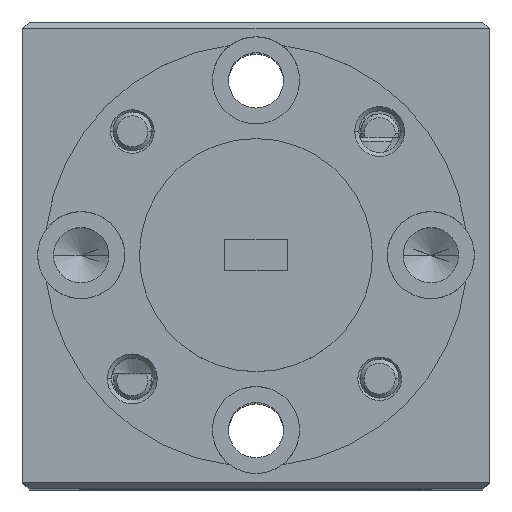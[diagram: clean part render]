
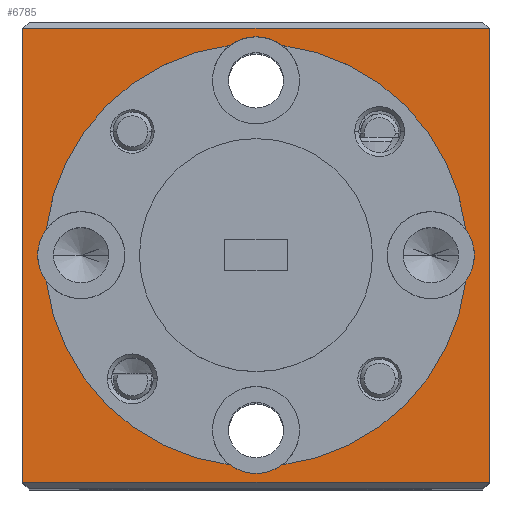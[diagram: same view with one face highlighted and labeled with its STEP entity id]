
A CAD part, top view. The second image highlights one B-rep face of the part: STEP entity #6785.
In plain terms, the highlighted planar face has unit normal (0, 0, 1).
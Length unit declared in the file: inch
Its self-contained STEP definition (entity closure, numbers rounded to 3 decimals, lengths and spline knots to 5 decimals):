
#70 = CARTESIAN_POINT ( 'NONE',  ( 0.375, 0.1875, 0.8 ) ) ;
#239 = CARTESIAN_POINT ( 'NONE',  ( 0., -0.09375, 0.8 ) ) ;
#242 = DIRECTION ( 'NONE',  ( -1., 0., 0. ) ) ;
#452 = AXIS2_PLACEMENT_3D ( 'NONE', #239, #1669, #5200 ) ;
#489 = VERTEX_POINT ( 'NONE', #12915 ) ;
#658 = DIRECTION ( 'NONE',  ( 1., 0., 0. ) ) ;
#720 = AXIS2_PLACEMENT_3D ( 'NONE', #3870, #15031, #8836 ) ;
#784 = ORIENTED_EDGE ( 'NONE', *, *, #12299, .F. ) ;
#914 = CARTESIAN_POINT ( 'NONE',  ( 0.04177, 0.52492, 0.8 ) ) ;
#923 = ORIENTED_EDGE ( 'NONE', *, *, #12665, .T. ) ;
#1190 = LINE ( 'NONE', #70, #6428 ) ;
#1213 = ORIENTED_EDGE ( 'NONE', *, *, #4010, .F. ) ;
#1435 = EDGE_CURVE ( 'NONE', #3844, #6977, #15519, .T. ) ;
#1437 = CARTESIAN_POINT ( 'NONE',  ( -0.375, 0.5525, 0.8 ) ) ;
#1513 = AXIS2_PLACEMENT_3D ( 'NONE', #11642, #4111, #658 ) ;
#1515 = CARTESIAN_POINT ( 'NONE',  ( 0., 0.1875, 0.8 ) ) ;
#1529 = VERTEX_POINT ( 'NONE', #15351 ) ;
#1669 = DIRECTION ( 'NONE',  ( 0., 0., 1. ) ) ;
#1719 = EDGE_CURVE ( 'NONE', #6668, #7437, #12353, .T. ) ;
#2050 = DIRECTION ( 'NONE',  ( 0., 0., 1. ) ) ;
#2270 = CARTESIAN_POINT ( 'NONE',  ( 0.33743, 0.14573, 0.8 ) ) ;
#2479 = ORIENTED_EDGE ( 'NONE', *, *, #7380, .F. ) ;
#2549 = AXIS2_PLACEMENT_3D ( 'NONE', #6683, #4118, #6757 ) ;
#2739 = ORIENTED_EDGE ( 'NONE', *, *, #1435, .T. ) ;
#3241 = PLANE ( 'NONE',  #14096 ) ;
#3548 = VECTOR ( 'NONE', #15496, 39.37008 ) ;
#3551 = CARTESIAN_POINT ( 'NONE',  ( 0., 0.1875, 0.8 ) ) ;
#3748 = CARTESIAN_POINT ( 'NONE',  ( -0.33743, 0.14573, 0.8 ) ) ;
#3844 = VERTEX_POINT ( 'NONE', #4443 ) ;
#3870 = CARTESIAN_POINT ( 'NONE',  ( 0.28125, 0.1875, 0.8 ) ) ;
#4010 = EDGE_CURVE ( 'NONE', #8282, #7190, #7720, .T. ) ;
#4045 = CIRCLE ( 'NONE', #14558, 0.07 ) ;
#4111 = DIRECTION ( 'NONE',  ( 0., 0., 1. ) ) ;
#4118 = DIRECTION ( 'NONE',  ( 0., 0., 1. ) ) ;
#4141 = VERTEX_POINT ( 'NONE', #8835 ) ;
#4340 = EDGE_CURVE ( 'NONE', #10557, #8282, #6364, .T. ) ;
#4443 = CARTESIAN_POINT ( 'NONE',  ( -0.375, -0.1775, 0.8 ) ) ;
#4512 = ORIENTED_EDGE ( 'NONE', *, *, #8250, .F. ) ;
#4519 = CARTESIAN_POINT ( 'NONE',  ( 0.375, -0.1775, 0.8 ) ) ;
#4680 = CARTESIAN_POINT ( 'NONE',  ( 0., 0.1875, 0.8 ) ) ;
#4871 = CIRCLE ( 'NONE', #13849, 0.07 ) ;
#4908 = CARTESIAN_POINT ( 'NONE',  ( 0.35125, 0.1875, 0.8 ) ) ;
#5200 = DIRECTION ( 'NONE',  ( 1., 0., 0. ) ) ;
#5534 = CARTESIAN_POINT ( 'NONE',  ( -0.375, 0.1875, 0.8 ) ) ;
#5610 = EDGE_CURVE ( 'NONE', #9794, #4141, #15347, .T. ) ;
#5774 = EDGE_CURVE ( 'NONE', #15566, #1529, #7616, .T. ) ;
#6072 = DIRECTION ( 'NONE',  ( 0., 1., 0. ) ) ;
#6104 = DIRECTION ( 'NONE',  ( 0., 0., 1. ) ) ;
#6254 = CARTESIAN_POINT ( 'NONE',  ( -0.28125, 0.1875, 0.8 ) ) ;
#6364 = CIRCLE ( 'NONE', #1513, 0.07 ) ;
#6397 = DIRECTION ( 'NONE',  ( 1., 0., 0. ) ) ;
#6428 = VECTOR ( 'NONE', #6072, 39.37008 ) ;
#6510 = CARTESIAN_POINT ( 'NONE',  ( -0.35125, 0.1875, 0.8 ) ) ;
#6668 = VERTEX_POINT ( 'NONE', #11425 ) ;
#6683 = CARTESIAN_POINT ( 'NONE',  ( 0., 0.1875, 0.8 ) ) ;
#6757 = DIRECTION ( 'NONE',  ( 1., 0., 0. ) ) ;
#6785 = ADVANCED_FACE ( 'NONE', ( #8287, #9575 ), #3241, .T. ) ;
#6888 = ORIENTED_EDGE ( 'NONE', *, *, #8936, .F. ) ;
#6977 = VERTEX_POINT ( 'NONE', #10361 ) ;
#6998 = DIRECTION ( 'NONE',  ( 1., 0., 0. ) ) ;
#7057 = CARTESIAN_POINT ( 'NONE',  ( -0.33743, 0.22927, 0.8 ) ) ;
#7190 = VERTEX_POINT ( 'NONE', #7057 ) ;
#7373 = EDGE_LOOP ( 'NONE', ( #15192, #923, #2739, #8834 ) ) ;
#7380 = EDGE_CURVE ( 'NONE', #7190, #14188, #4871, .T. ) ;
#7437 = VERTEX_POINT ( 'NONE', #7531 ) ;
#7531 = CARTESIAN_POINT ( 'NONE',  ( -0.375, 0.5525, 0.8 ) ) ;
#7616 = CIRCLE ( 'NONE', #720, 0.07 ) ;
#7720 = CIRCLE ( 'NONE', #10028, 0.34 ) ;
#7839 = ORIENTED_EDGE ( 'NONE', *, *, #5774, .F. ) ;
#7924 = ORIENTED_EDGE ( 'NONE', *, *, #5610, .F. ) ;
#7974 = DIRECTION ( 'NONE',  ( 1., 0., 0. ) ) ;
#8043 = DIRECTION ( 'NONE',  ( 1., 0., 0. ) ) ;
#8115 = DIRECTION ( 'NONE',  ( 0., 0., 1. ) ) ;
#8250 = EDGE_CURVE ( 'NONE', #489, #8386, #9214, .T. ) ;
#8282 = VERTEX_POINT ( 'NONE', #9327 ) ;
#8287 = FACE_OUTER_BOUND ( 'NONE', #7373, .T. ) ;
#8386 = VERTEX_POINT ( 'NONE', #2270 ) ;
#8640 = CIRCLE ( 'NONE', #452, 0.07 ) ;
#8722 = CIRCLE ( 'NONE', #11275, 0.34 ) ;
#8834 = ORIENTED_EDGE ( 'NONE', *, *, #9746, .T. ) ;
#8835 = CARTESIAN_POINT ( 'NONE',  ( -0.04177, -0.14993, 0.8 ) ) ;
#8836 = DIRECTION ( 'NONE',  ( 1., 0., 0. ) ) ;
#8936 = EDGE_CURVE ( 'NONE', #1529, #10557, #8722, .T. ) ;
#9084 = EDGE_CURVE ( 'NONE', #8386, #15566, #9244, .T. ) ;
#9214 = CIRCLE ( 'NONE', #2549, 0.34 ) ;
#9244 = CIRCLE ( 'NONE', #10767, 0.07 ) ;
#9322 = DIRECTION ( 'NONE',  ( 1., 0., 0. ) ) ;
#9327 = CARTESIAN_POINT ( 'NONE',  ( -0.04177, 0.52492, 0.8 ) ) ;
#9421 = VECTOR ( 'NONE', #242, 39.37008 ) ;
#9575 = FACE_BOUND ( 'NONE', #12565, .T. ) ;
#9722 = DIRECTION ( 'NONE',  ( 1., 0., 0. ) ) ;
#9746 = EDGE_CURVE ( 'NONE', #6977, #6668, #1190, .T. ) ;
#9794 = VERTEX_POINT ( 'NONE', #3748 ) ;
#10028 = AXIS2_PLACEMENT_3D ( 'NONE', #3551, #10612, #6998 ) ;
#10252 = DIRECTION ( 'NONE',  ( 0., 0., 1. ) ) ;
#10361 = CARTESIAN_POINT ( 'NONE',  ( 0.375, -0.1775, 0.8 ) ) ;
#10485 = ORIENTED_EDGE ( 'NONE', *, *, #4340, .F. ) ;
#10557 = VERTEX_POINT ( 'NONE', #914 ) ;
#10612 = DIRECTION ( 'NONE',  ( 0., 0., 1. ) ) ;
#10767 = AXIS2_PLACEMENT_3D ( 'NONE', #12476, #8115, #9322 ) ;
#10913 = CARTESIAN_POINT ( 'NONE',  ( -0.28125, 0.1875, 0.8 ) ) ;
#11215 = ORIENTED_EDGE ( 'NONE', *, *, #9084, .F. ) ;
#11275 = AXIS2_PLACEMENT_3D ( 'NONE', #1515, #10252, #6397 ) ;
#11425 = CARTESIAN_POINT ( 'NONE',  ( 0.375, 0.5525, 0.8 ) ) ;
#11642 = CARTESIAN_POINT ( 'NONE',  ( 0., 0.46875, 0.8 ) ) ;
#11879 = LINE ( 'NONE', #5534, #3548 ) ;
#12299 = EDGE_CURVE ( 'NONE', #14188, #9794, #4045, .T. ) ;
#12353 = LINE ( 'NONE', #1437, #9421 ) ;
#12476 = CARTESIAN_POINT ( 'NONE',  ( 0.28125, 0.1875, 0.8 ) ) ;
#12565 = EDGE_LOOP ( 'NONE', ( #11215, #4512, #12898, #7924, #784, #2479, #1213, #10485, #6888, #7839 ) ) ;
#12665 = EDGE_CURVE ( 'NONE', #7437, #3844, #11879, .T. ) ;
#12898 = ORIENTED_EDGE ( 'NONE', *, *, #12973, .F. ) ;
#12915 = CARTESIAN_POINT ( 'NONE',  ( 0.04177, -0.14993, 0.8 ) ) ;
#12962 = CARTESIAN_POINT ( 'NONE',  ( 0., 0., 0.8 ) ) ;
#12973 = EDGE_CURVE ( 'NONE', #4141, #489, #8640, .T. ) ;
#13049 = DIRECTION ( 'NONE',  ( 1., 0., 0. ) ) ;
#13257 = VECTOR ( 'NONE', #8043, 39.37008 ) ;
#13849 = AXIS2_PLACEMENT_3D ( 'NONE', #10913, #14543, #9722 ) ;
#14094 = DIRECTION ( 'NONE',  ( 0., 0., 1. ) ) ;
#14096 = AXIS2_PLACEMENT_3D ( 'NONE', #12962, #2050, #13049 ) ;
#14188 = VERTEX_POINT ( 'NONE', #6510 ) ;
#14543 = DIRECTION ( 'NONE',  ( 0., 0., 1. ) ) ;
#14558 = AXIS2_PLACEMENT_3D ( 'NONE', #6254, #6104, #14866 ) ;
#14866 = DIRECTION ( 'NONE',  ( 1., 0., 0. ) ) ;
#15031 = DIRECTION ( 'NONE',  ( 0., 0., 1. ) ) ;
#15192 = ORIENTED_EDGE ( 'NONE', *, *, #1719, .T. ) ;
#15347 = CIRCLE ( 'NONE', #15593, 0.34 ) ;
#15351 = CARTESIAN_POINT ( 'NONE',  ( 0.33742, 0.22927, 0.8 ) ) ;
#15496 = DIRECTION ( 'NONE',  ( 0., -1., 0. ) ) ;
#15519 = LINE ( 'NONE', #4519, #13257 ) ;
#15566 = VERTEX_POINT ( 'NONE', #4908 ) ;
#15593 = AXIS2_PLACEMENT_3D ( 'NONE', #4680, #14094, #7974 ) ;
